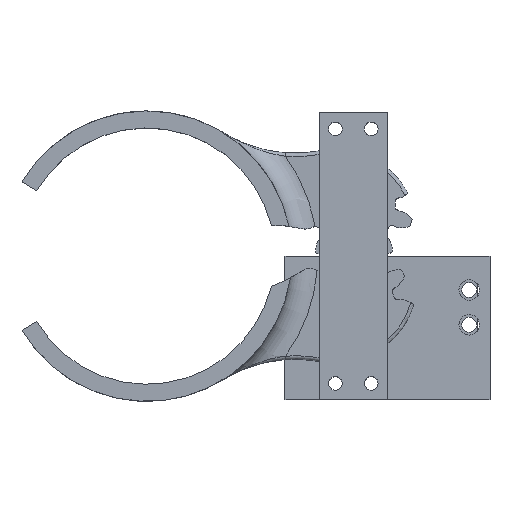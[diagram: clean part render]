
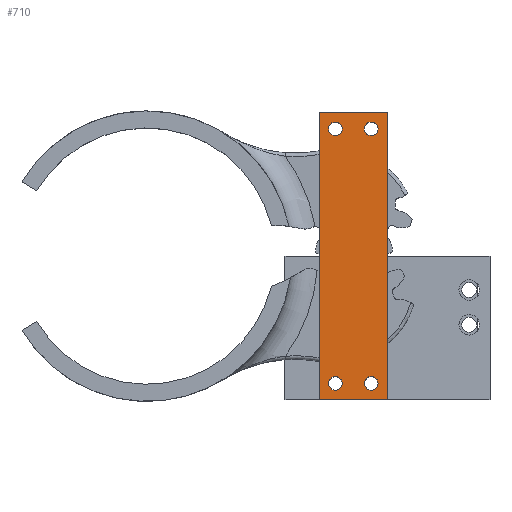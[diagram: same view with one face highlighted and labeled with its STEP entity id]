
A CAD part, top view. The second image highlights one B-rep face of the part: STEP entity #710.
In plain terms, the highlighted face is planar.
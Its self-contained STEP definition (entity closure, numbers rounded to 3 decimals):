
#710=ADVANCED_FACE('',(#4372,#4374,#4376,#4378,#4380),#4382,.F.);
#4372=FACE_BOUND('',#4373,.T.);
#4373=EDGE_LOOP('',(#7251,#7252,#7253,#7254));
#4374=FACE_BOUND('',#4375,.T.);
#4375=EDGE_LOOP('',(#7255));
#4376=FACE_BOUND('',#4377,.T.);
#4377=EDGE_LOOP('',(#7256));
#4378=FACE_BOUND('',#4379,.T.);
#4379=EDGE_LOOP('',(#7257));
#4380=FACE_BOUND('',#4381,.T.);
#4381=EDGE_LOOP('',(#7258));
#4382=PLANE('',#4383);
#4383=AXIS2_PLACEMENT_3D('',#4384,#4385,#4386);
#4384=CARTESIAN_POINT('',(0.,0.,0.));
#4385=DIRECTION('',(0.,0.,1.));
#4386=DIRECTION('',(-1.,0.,0.));
#7251=ORIENTED_EDGE('',*,*,#8663,.F.);
#7252=ORIENTED_EDGE('',*,*,#8678,.F.);
#7253=ORIENTED_EDGE('',*,*,#8671,.F.);
#7254=ORIENTED_EDGE('',*,*,#8668,.F.);
#7255=ORIENTED_EDGE('',*,*,#8691,.T.);
#7256=ORIENTED_EDGE('',*,*,#8690,.T.);
#7257=ORIENTED_EDGE('',*,*,#8689,.T.);
#7258=ORIENTED_EDGE('',*,*,#8688,.T.);
#8663=EDGE_CURVE('',#11029,#11031,#11032,.T.);
#8668=EDGE_CURVE('',#11031,#11039,#11040,.T.);
#8671=EDGE_CURVE('',#11039,#11043,#11044,.T.);
#8678=EDGE_CURVE('',#11043,#11029,#11053,.T.);
#8688=EDGE_CURVE('',#11067,#11067,#11068,.T.);
#8689=EDGE_CURVE('',#11069,#11069,#11070,.T.);
#8690=EDGE_CURVE('',#11071,#11071,#11072,.T.);
#8691=EDGE_CURVE('',#11073,#11073,#11074,.T.);
#11029=VERTEX_POINT('',#16572);
#11031=VERTEX_POINT('',#16576);
#11032=LINE('',#16577,#16578);
#11039=VERTEX_POINT('',#16594);
#11040=LINE('',#16595,#16596);
#11043=VERTEX_POINT('',#16604);
#11044=LINE('',#16605,#16606);
#11053=LINE('',#16628,#16629);
#11067=VERTEX_POINT('',#16662);
#11068=CIRCLE('',#16663,2.);
#11069=VERTEX_POINT('',#16667);
#11070=CIRCLE('',#16668,2.);
#11071=VERTEX_POINT('',#16672);
#11072=CIRCLE('',#16673,2.);
#11073=VERTEX_POINT('',#16677);
#11074=CIRCLE('',#16678,2.);
#16572=CARTESIAN_POINT('',(22.,5.,0.));
#16576=CARTESIAN_POINT('',(-62.,5.,0.));
#16577=CARTESIAN_POINT('',(22.,5.,0.));
#16578=VECTOR('',#16579,1.);
#16579=DIRECTION('',(-1.,0.,0.));
#16594=CARTESIAN_POINT('',(-62.,-15.,0.));
#16595=CARTESIAN_POINT('',(-62.,5.,0.));
#16596=VECTOR('',#16597,1.);
#16597=DIRECTION('',(0.,-1.,0.));
#16604=CARTESIAN_POINT('',(22.,-15.,0.));
#16605=CARTESIAN_POINT('',(-62.,-15.,0.));
#16606=VECTOR('',#16607,1.);
#16607=DIRECTION('',(1.,0.,0.));
#16628=CARTESIAN_POINT('',(22.,-15.,0.));
#16629=VECTOR('',#16630,1.);
#16630=DIRECTION('',(0.,1.,0.));
#16662=CARTESIAN_POINT('',(15.25,-10.25,0.));
#16663=AXIS2_PLACEMENT_3D('',#16664,#16665,#16666);
#16664=CARTESIAN_POINT('',(17.25,-10.25,0.));
#16665=DIRECTION('',(0.,0.,1.));
#16666=DIRECTION('',(-1.,0.,0.));
#16667=CARTESIAN_POINT('',(19.25,0.25,0.));
#16668=AXIS2_PLACEMENT_3D('',#16669,#16670,#16671);
#16669=CARTESIAN_POINT('',(17.25,0.25,0.));
#16670=DIRECTION('',(0.,0.,1.));
#16671=DIRECTION('',(1.,0.,0.));
#16672=CARTESIAN_POINT('',(-55.25,-10.25,0.));
#16673=AXIS2_PLACEMENT_3D('',#16674,#16675,#16676);
#16674=CARTESIAN_POINT('',(-57.25,-10.25,0.));
#16675=DIRECTION('',(0.,0.,1.));
#16676=DIRECTION('',(1.,0.,0.));
#16677=CARTESIAN_POINT('',(-55.25,0.25,0.));
#16678=AXIS2_PLACEMENT_3D('',#16679,#16680,#16681);
#16679=CARTESIAN_POINT('',(-57.25,0.25,0.));
#16680=DIRECTION('',(0.,0.,1.));
#16681=DIRECTION('',(1.,0.,0.));
